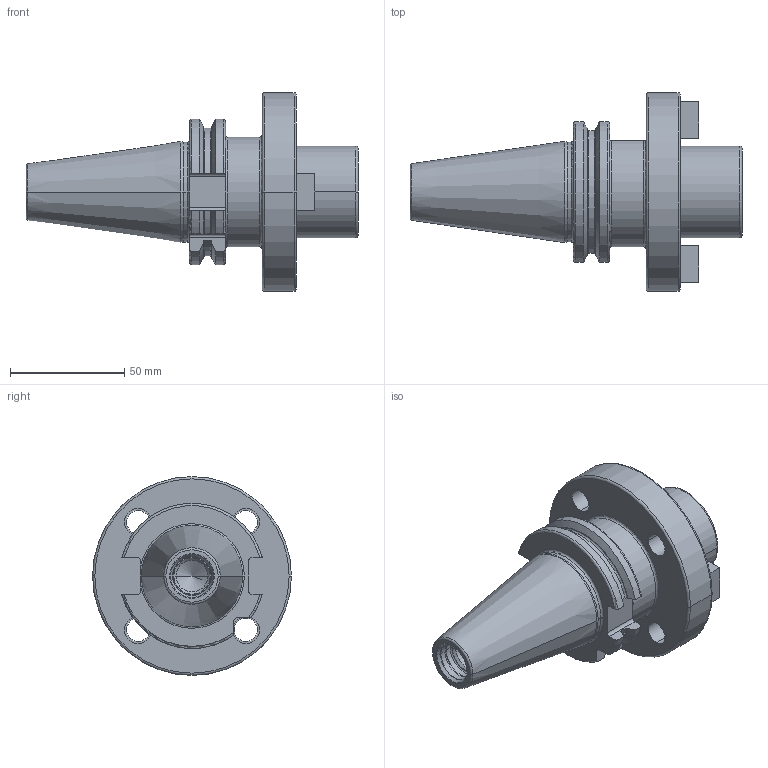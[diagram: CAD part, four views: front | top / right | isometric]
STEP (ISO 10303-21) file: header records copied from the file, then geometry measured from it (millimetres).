
FILE_DESCRIPTION((''),'2;1');
FILE_NAME('40-350-40','2011-08-30T',('mei'),(''),'PRO/ENGINEER BY PARAMETRIC TECHNOLOGY CORPORATION, 2010430','PRO/ENGINEER BY PARAMETRIC TECHNOLOGY CORPORATION, 2010430','');
FILE_SCHEMA(('CONFIG_CONTROL_DESIGN'));
Length unit declared in the file: millimetre
Products named in the file (1): 40-350-40
Bounding box: 145.25 x 87 x 87 mm (x, y, z)
Volume: 245127.8 mm3; surface area: 47109.6 mm2
Topology: 1 solids, 7 shells, 139 faces, 356 edges, 228 vertices
Faces by surface type: cylinder 49, plane 38, torus 32, cone 20
Entity records: 4533 total; most frequent: CARTESIAN_POINT 1053, DIRECTION 764, ORIENTED_EDGE 680, EDGE_CURVE 352, AXIS2_PLACEMENT_3D 315, VERTEX_POINT 228, CIRCLE 175, EDGE_LOOP 160
